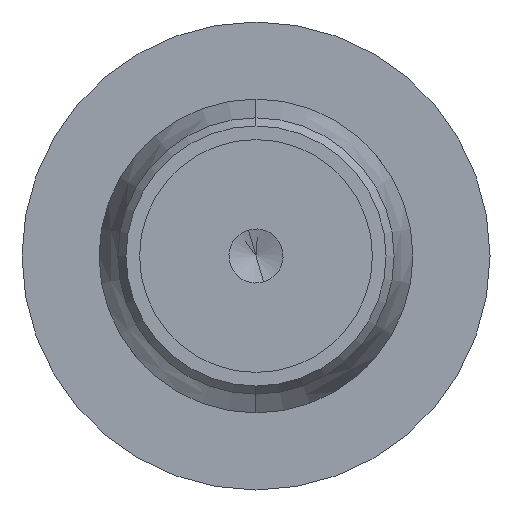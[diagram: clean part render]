
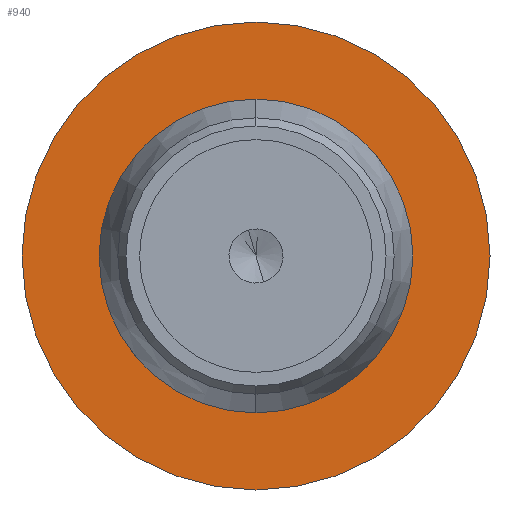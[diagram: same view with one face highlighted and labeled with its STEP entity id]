
A CAD part, left-side view. The second image highlights one B-rep face of the part: STEP entity #940.
In plain terms, the highlighted planar face has unit normal (-1, 0, 0).
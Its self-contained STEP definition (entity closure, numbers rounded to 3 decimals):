
#158 = DIRECTION ( 'NONE',  ( 0., 0., -1. ) ) ;
#267 = CARTESIAN_POINT ( 'NONE',  ( 9.5, 0., 0. ) ) ;
#323 = FACE_BOUND ( 'NONE', #2020, .T. ) ;
#335 = CARTESIAN_POINT ( 'NONE',  ( 9.5, 0., 0. ) ) ;
#376 = DIRECTION ( 'NONE',  ( 1., 0., 0. ) ) ;
#453 = EDGE_CURVE ( 'NONE', #1884, #1684, #1286, .T. ) ;
#461 = DIRECTION ( 'NONE',  ( -1., 0., 0. ) ) ;
#493 = CIRCLE ( 'NONE', #1780, 4.15 ) ;
#494 = DIRECTION ( 'NONE',  ( 1., 0., 0. ) ) ;
#578 = DIRECTION ( 'NONE',  ( 1., 0., 0. ) ) ;
#706 = ORIENTED_EDGE ( 'NONE', *, *, #817, .F. ) ;
#739 = ORIENTED_EDGE ( 'NONE', *, *, #2806, .F. ) ;
#784 = DIRECTION ( 'NONE',  ( -1., 0., 0. ) ) ;
#817 = EDGE_CURVE ( 'NONE', #866, #2286, #918, .T. ) ;
#826 = CARTESIAN_POINT ( 'NONE',  ( 9.5, 0., 0. ) ) ;
#861 = CARTESIAN_POINT ( 'NONE',  ( 9.5, 0., -4.15 ) ) ;
#866 = VERTEX_POINT ( 'NONE', #2290 ) ;
#918 = CIRCLE ( 'NONE', #1252, 2.75 ) ;
#940 = ADVANCED_FACE ( 'NONE', ( #1366, #323 ), #1445, .F. ) ;
#1070 = EDGE_LOOP ( 'NONE', ( #2562, #739 ) ) ;
#1151 = DIRECTION ( 'NONE',  ( 0., 0., 1. ) ) ;
#1252 = AXIS2_PLACEMENT_3D ( 'NONE', #335, #784, #2713 ) ;
#1286 = CIRCLE ( 'NONE', #1526, 4.15 ) ;
#1366 = FACE_OUTER_BOUND ( 'NONE', #1070, .T. ) ;
#1445 = PLANE ( 'NONE',  #2397 ) ;
#1526 = AXIS2_PLACEMENT_3D ( 'NONE', #2761, #578, #2083 ) ;
#1684 = VERTEX_POINT ( 'NONE', #861 ) ;
#1740 = DIRECTION ( 'NONE',  ( 0., 0., 1. ) ) ;
#1780 = AXIS2_PLACEMENT_3D ( 'NONE', #267, #494, #1151 ) ;
#1884 = VERTEX_POINT ( 'NONE', #2033 ) ;
#1886 = ORIENTED_EDGE ( 'NONE', *, *, #2716, .F. ) ;
#1940 = CIRCLE ( 'NONE', #2224, 2.75 ) ;
#2020 = EDGE_LOOP ( 'NONE', ( #706, #1886 ) ) ;
#2033 = CARTESIAN_POINT ( 'NONE',  ( 9.5, 0., 4.15 ) ) ;
#2083 = DIRECTION ( 'NONE',  ( 0., 0., 1. ) ) ;
#2224 = AXIS2_PLACEMENT_3D ( 'NONE', #826, #461, #1740 ) ;
#2286 = VERTEX_POINT ( 'NONE', #2458 ) ;
#2290 = CARTESIAN_POINT ( 'NONE',  ( 9.5, 0., 2.75 ) ) ;
#2397 = AXIS2_PLACEMENT_3D ( 'NONE', #2743, #376, #158 ) ;
#2458 = CARTESIAN_POINT ( 'NONE',  ( 9.5, 0., -2.75 ) ) ;
#2562 = ORIENTED_EDGE ( 'NONE', *, *, #453, .F. ) ;
#2713 = DIRECTION ( 'NONE',  ( 0., 0., 1. ) ) ;
#2716 = EDGE_CURVE ( 'NONE', #2286, #866, #1940, .T. ) ;
#2743 = CARTESIAN_POINT ( 'NONE',  ( 9.5, 2.75, 0. ) ) ;
#2761 = CARTESIAN_POINT ( 'NONE',  ( 9.5, 0., 0. ) ) ;
#2806 = EDGE_CURVE ( 'NONE', #1684, #1884, #493, .T. ) ;
